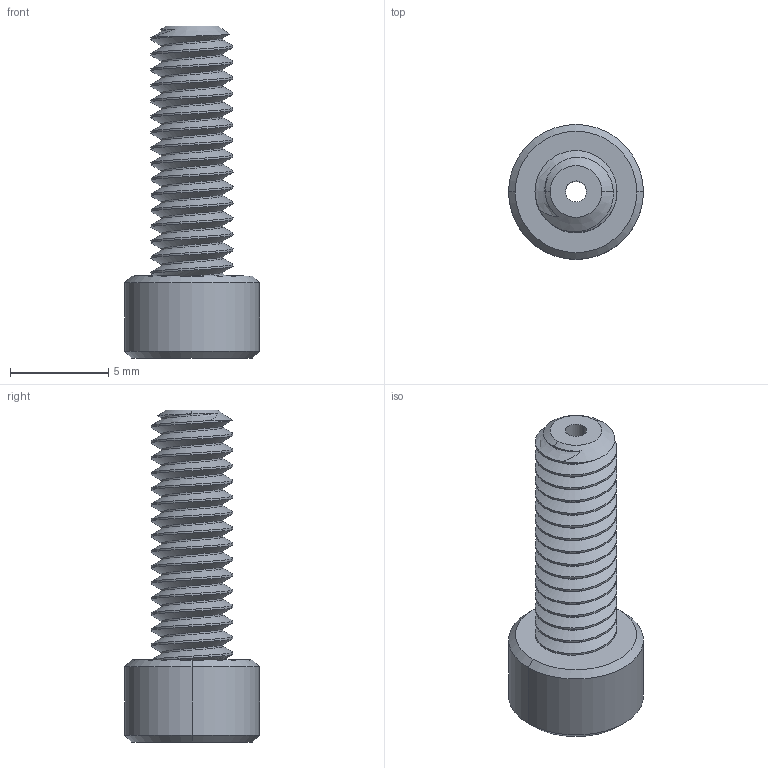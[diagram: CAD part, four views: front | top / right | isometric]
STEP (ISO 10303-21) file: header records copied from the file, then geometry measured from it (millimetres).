
FILE_DESCRIPTION (( 'STEP AP214' ), '1' );
FILE_NAME ('TTN188609-E0W.STEP', '2019-10-09T22:03:20', ( '' ), ( '' ), 'SwSTEP 2.0', 'SolidWorks 2018', '' );
FILE_SCHEMA (( 'AUTOMOTIVE_DESIGN' ));
Length unit declared in the file: inch
Products named in the file (1): TTN188609-E0W
Bounding box: 6.86 x 6.86 x 16.87 mm (x, y, z)
Volume: 242 mm3; surface area: 481.2 mm2
Topology: 1 solids, 1 shells, 94 faces, 254 edges, 164 vertices
Faces by surface type: cylinder 69, cone 13, plane 10, bspline 2
Entity records: 4586 total; most frequent: CARTESIAN_POINT 2584, ORIENTED_EDGE 508, DIRECTION 322, EDGE_CURVE 254, VERTEX_POINT 164, AXIS2_PLACEMENT_3D 118, EDGE_LOOP 98, ADVANCED_FACE 94
